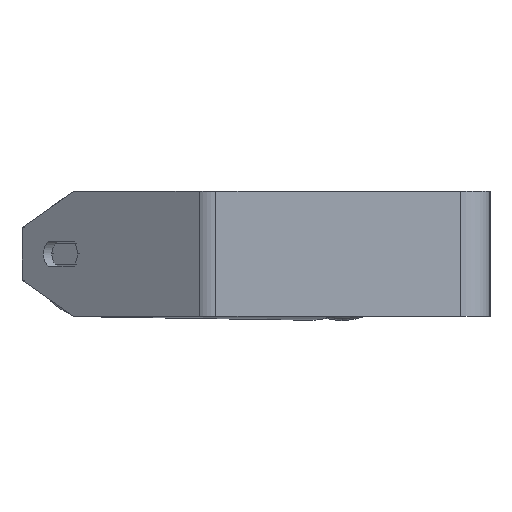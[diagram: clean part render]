
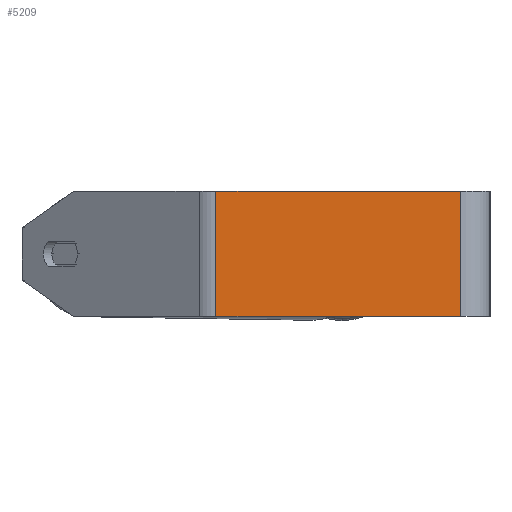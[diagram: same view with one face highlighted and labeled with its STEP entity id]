
A CAD part, left-side view. The second image highlights one B-rep face of the part: STEP entity #5209.
In plain terms, the highlighted planar face has unit normal (-1, 0, 0).
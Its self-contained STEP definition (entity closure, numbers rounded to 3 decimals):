
#84 = VECTOR ( 'NONE', #6358, 1000. ) ;
#110 = CARTESIAN_POINT ( 'NONE',  ( -360., 135.953, 30. ) ) ;
#283 = AXIS2_PLACEMENT_3D ( 'NONE', #110, #754, #7456 ) ;
#754 = DIRECTION ( 'NONE',  ( 1., 0., 0. ) ) ;
#907 = CARTESIAN_POINT ( 'NONE',  ( -360., 14., -30. ) ) ;
#921 = FACE_OUTER_BOUND ( 'NONE', #1468, .T. ) ;
#1017 = VERTEX_POINT ( 'NONE', #8384 ) ;
#1074 = EDGE_CURVE ( 'NONE', #1278, #5844, #5754, .T. ) ;
#1278 = VERTEX_POINT ( 'NONE', #7795 ) ;
#1337 = EDGE_CURVE ( 'NONE', #1402, #1017, #7504, .T. ) ;
#1402 = VERTEX_POINT ( 'NONE', #3457 ) ;
#1468 = EDGE_LOOP ( 'NONE', ( #3721, #2745, #8236, #6728 ) ) ;
#1725 = CARTESIAN_POINT ( 'NONE',  ( -360., 135.953, 30. ) ) ;
#2169 = LINE ( 'NONE', #6784, #84 ) ;
#2415 = CARTESIAN_POINT ( 'NONE',  ( -360., 14., 30. ) ) ;
#2581 = EDGE_CURVE ( 'NONE', #1402, #1278, #2169, .T. ) ;
#2745 = ORIENTED_EDGE ( 'NONE', *, *, #6592, .F. ) ;
#3457 = CARTESIAN_POINT ( 'NONE',  ( -360., 131.539, 30. ) ) ;
#3459 = VECTOR ( 'NONE', #7800, 1000. ) ;
#3721 = ORIENTED_EDGE ( 'NONE', *, *, #1074, .T. ) ;
#5209 = ADVANCED_FACE ( 'NONE', ( #921 ), #5523, .F. ) ;
#5523 = PLANE ( 'NONE',  #283 ) ;
#5754 = LINE ( 'NONE', #8342, #3459 ) ;
#5844 = VERTEX_POINT ( 'NONE', #907 ) ;
#6341 = DIRECTION ( 'NONE',  ( 0., -1., 0. ) ) ;
#6358 = DIRECTION ( 'NONE',  ( 0., 0., -1. ) ) ;
#6431 = DIRECTION ( 'NONE',  ( 0., 0., -1. ) ) ;
#6592 = EDGE_CURVE ( 'NONE', #1017, #5844, #6846, .T. ) ;
#6728 = ORIENTED_EDGE ( 'NONE', *, *, #2581, .T. ) ;
#6784 = CARTESIAN_POINT ( 'NONE',  ( -360., 131.539, 30. ) ) ;
#6846 = LINE ( 'NONE', #2415, #7313 ) ;
#7313 = VECTOR ( 'NONE', #6431, 1000. ) ;
#7456 = DIRECTION ( 'NONE',  ( 0., 0., -1. ) ) ;
#7504 = LINE ( 'NONE', #1725, #8292 ) ;
#7795 = CARTESIAN_POINT ( 'NONE',  ( -360., 131.539, -30. ) ) ;
#7800 = DIRECTION ( 'NONE',  ( 0., -1., 0. ) ) ;
#8236 = ORIENTED_EDGE ( 'NONE', *, *, #1337, .F. ) ;
#8292 = VECTOR ( 'NONE', #6341, 1000. ) ;
#8342 = CARTESIAN_POINT ( 'NONE',  ( -360., 135.953, -30. ) ) ;
#8384 = CARTESIAN_POINT ( 'NONE',  ( -360., 14., 30. ) ) ;
